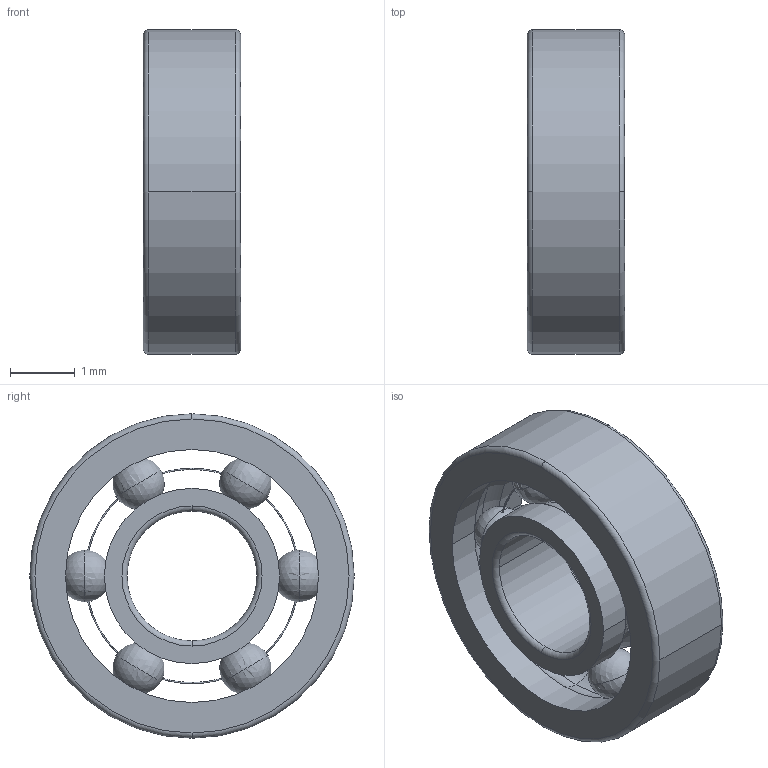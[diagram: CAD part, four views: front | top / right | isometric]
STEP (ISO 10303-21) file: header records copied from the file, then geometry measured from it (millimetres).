
FILE_DESCRIPTION(('STEP AP214'),'1');
FILE_NAME('skf_bearing_w_618_2_2.stp','2024-11-28T09:19:46',('TraceParts'),('TraceParts S.A.'),'Spatial InterOp 3D',' ',' ');
FILE_SCHEMA(('AUTOMOTIVE_DESIGN { 1 0 10303 214 1 1 1 1 }'));
Length unit declared in the file: millimetre
Products named in the file (1): skf_bearing_w_618_2_2_1
Bounding box: 1.5 x 5 x 5 mm (x, y, z)
Volume: 16.2 mm3; surface area: 96.6 mm2
Topology: 3 solids, 3 shells, 60 faces, 164 edges, 96 vertices
Faces by surface type: torus 32, cylinder 12, sphere 12, plane 4
Entity records: 2187 total; most frequent: CARTESIAN_POINT 707, DIRECTION 346, ORIENTED_EDGE 280, AXIS2_PLACEMENT_3D 167, EDGE_CURVE 140, CIRCLE 104, VERTEX_POINT 96, EDGE_LOOP 76
